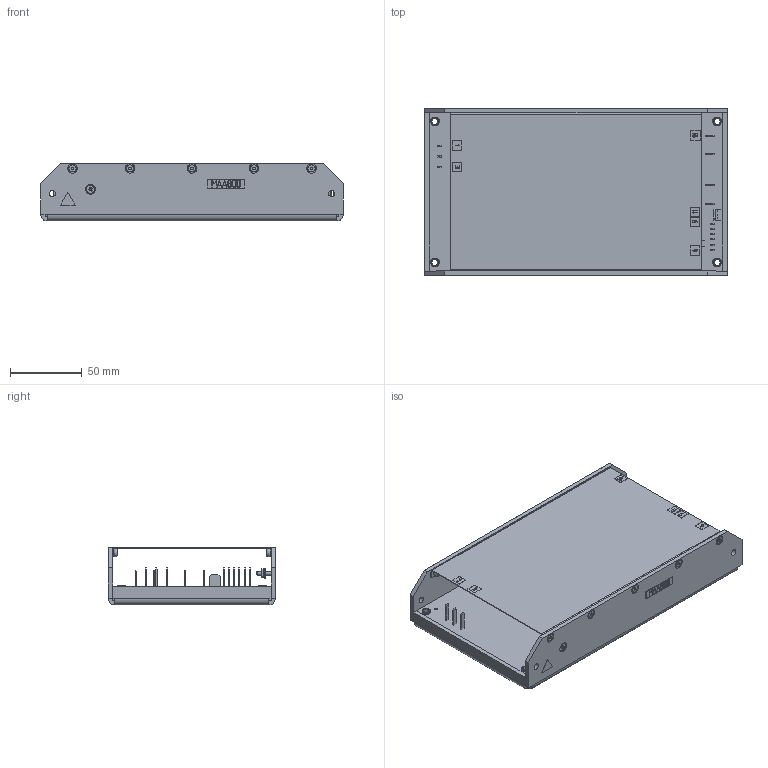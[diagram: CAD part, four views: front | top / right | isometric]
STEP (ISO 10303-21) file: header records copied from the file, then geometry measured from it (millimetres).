
FILE_DESCRIPTION(('STEP AP203'), '1');
FILE_NAME('ﾌﾀﾀ800-1ﾕﾕﾕﾕﾑﾄﾕ_023ﾒﾓ', '', ('UNSPECIFIED'), ('UNSPECIFIED'), 'ASCON STEP Converter 1.6', 'ASCON Math Kernel', '');
FILE_SCHEMA(('CONFIG_CONTROL_DESIGN'));
Length unit declared in the file: millimetre
Products named in the file (33): ?ÊßÞ.436617.027; ?ÊßÞ.301314.565; 購葠.301314.565.001; 櫛ち.713111.005; 3314G_POTASSY1_ASM|Next assembly relationship#3314G_SUBSTASSY1_ASM|Next assembly relationship#3314J_SUBST1;3314J_SUBST1; 3314G_POTASSY1_ASM|Next assembly relationship#3314G_SUBSTASSY1_ASM|Next assembly relationship#3314J_TERMR1;3314J_TERMR1; 3314G_POTASSY1_ASM|Next assembly relationship#3314G_SUBSTASSY1_ASM|Next assembly relationship#3314J_RESIST1;3314J_RESIST1; 3314G_POTASSY1_ASM|Next assembly relationship#3314G_SUBSTASSY1_ASM|Next assembly relationship#3314G_LDFRAME1;3314G_LDFRAME1; 3314G_POTASSY1_ASM|Next assembly relationship#3314J_RTRASSY1_ASM|Next assembly relationship#3314J_ROTOR1;3314J_ROTOR1; 3314G_POTASSY1_ASM|Next assembly relationship#3314J_RTRASSY1_ASM|Next assembly relationship#3314J_SPRING1;3314J_SPRING1; 3314G_POTASSY1_ASM|Next assembly relationship#3314J_RTRASSY1_ASM|Next assembly relationship#3314J_SEALRING1;3314J_SEALRING1; 3314G_POTASSY1_ASM|Next assembly relationship#3314J_HOUSING1;3314J_HOUSING1; 3314G_POTASSY1_ASM|Next assembly relationship#3314J_LID1R;3314J_LID1R; 購葠.745164.001; 購葠.745322.575
Assembly tree (67 placements, depth 4):
  ?ÊßÞ.436617.027
    ?ÊßÞ.301314.565
      購葠.301314.565.001
      (unnamed)
      (unnamed)  x5
    櫛ち.713111.005  x4
    (unnamed)
      (unnamed)
      (unnamed)
      (unnamed)
        3314G_POTASSY1_ASM|Next assembly relationship#3314G_SUBSTASSY1_ASM|Next assembly relationship#3314J_SUBST1;3314J_SUBST1
        3314G_POTASSY1_ASM|Next assembly relationship#3314G_SUBSTASSY1_ASM|Next assembly relationship#3314J_TERMR1;3314J_TERMR1
        3314G_POTASSY1_ASM|Next assembly relationship#3314G_SUBSTASSY1_ASM|Next assembly relationship#3314J_TERMR1;3314J_TERMR1
        3314G_POTASSY1_ASM|Next assembly relationship#3314G_SUBSTASSY1_ASM|Next assembly relationship#3314J_TERMR1;3314J_TERMR1
        3314G_POTASSY1_ASM|Next assembly relationship#3314G_SUBSTASSY1_ASM|Next assembly relationship#3314J_RESIST1;3314J_RESIST1
        3314G_POTASSY1_ASM|Next assembly relationship#3314G_SUBSTASSY1_ASM|Next assembly relationship#3314G_LDFRAME1;3314G_LDFRAME1
        3314G_POTASSY1_ASM|Next assembly relationship#3314G_SUBSTASSY1_ASM|Next assembly relationship#3314G_LDFRAME1;3314G_LDFRAME1
        3314G_POTASSY1_ASM|Next assembly relationship#3314G_SUBSTASSY1_ASM|Next assembly relationship#3314G_LDFRAME1;3314G_LDFRAME1
        3314G_POTASSY1_ASM|Next assembly relationship#3314J_RTRASSY1_ASM|Next assembly relationship#3314J_ROTOR1;3314J_ROTOR1
        3314G_POTASSY1_ASM|Next assembly relationship#3314J_RTRASSY1_ASM|Next assembly relationship#3314J_SPRING1;3314J_SPRING1
        3314G_POTASSY1_ASM|Next assembly relationship#3314J_RTRASSY1_ASM|Next assembly relationship#3314J_SEALRING1;3314J_SEALRING1
        3314G_POTASSY1_ASM|Next assembly relationship#3314J_HOUSING1;3314J_HOUSING1
        3314G_POTASSY1_ASM|Next assembly relationship#3314J_LID1R;3314J_LID1R
      (unnamed)  x9
      購葠.745164.001  x4
    購葠.745322.575
    (unnamed)  x5
    (unnamed)  x5
    (unnamed)
    (unnamed)
    (unnamed)
    (unnamed)
    (unnamed)  x10
Bounding box: 210.2 x 116.2 x 40.2 mm (x, y, z)
Volume: 370677.1 mm3; surface area: 217570.8 mm2
Topology: 81 solids, 83 shells, 2383 faces, 6302 edges, 4138 vertices
Faces by surface type: plane 1473, cylinder 790, cone 51, bspline 51, torus 13, sphere 5
Full cylindrical faces by diameter (mm): 0.254 x5, 1.016 x1, 1.8 x4, 1.85 x10, 2.459 x7, 2.464 x1, 2.7 x20, 3 x11, 3.2 x17, 3.404 x1, 3.658 x1, 4 x5, 4.115 x1, 4.2 x6, 4.22 x6, 4.3 x12, 4.394 x1, 5 x10, 5.5 x5, 5.6 x1, 6 x8, 6.3 x2, 6.8 x1, 7 x1, 31 x1
Entity records: 75223 total; most frequent: CARTESIAN_POINT 14625, ORIENTED_EDGE 9226, DIRECTION 9131, EDGE_CURVE 4613, VERTEX_POINT 3098, LINE 3083, VECTOR 3083, AXIS2_PLACEMENT_3D 3024
